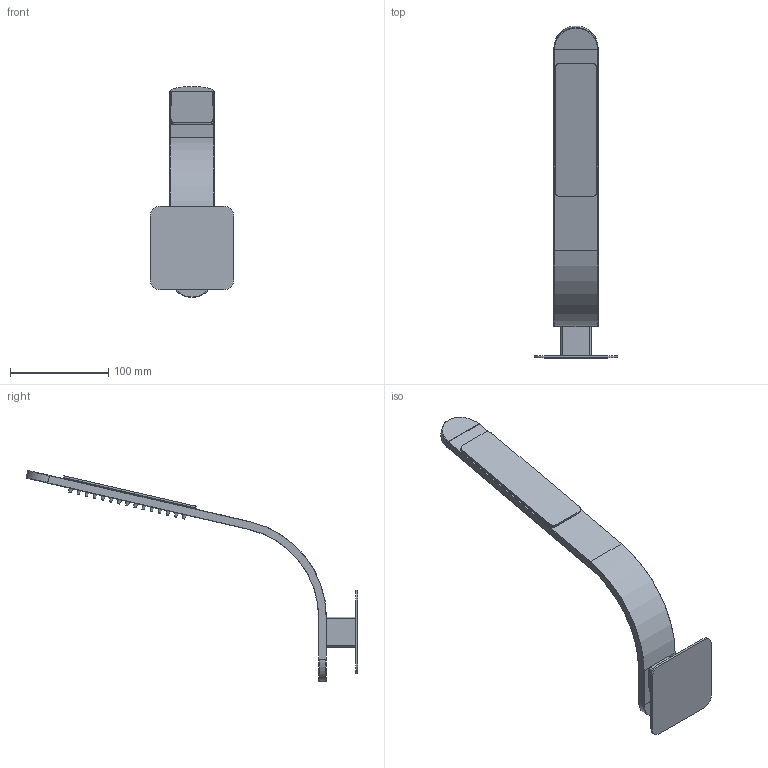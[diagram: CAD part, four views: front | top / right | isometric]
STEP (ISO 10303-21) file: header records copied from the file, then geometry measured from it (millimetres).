
FILE_DESCRIPTION(('CATIA V5 STEP Exchange'),'2;1');
FILE_NAME('KA013190 x rendering.stp','2018-02-15T09:33:28+00:00',('none'),('none'),'Version 5-6 Release 2013','CATIA V5 STEP AP203','none');
FILE_SCHEMA(('CONFIG_CONTROL_DESIGN'));
Length unit declared in the file: millimetre
Products named in the file (1): PR.0301.33_AllCATPart
Bounding box: 85 x 338.13 x 215.12 mm (x, y, z)
Volume: 212120.5 mm3; surface area: 65282.9 mm2
Topology: 1 solids, 3 shells, 395 faces, 843 edges, 516 vertices
Faces by surface type: torus 248, plane 111, cylinder 32, cone 4
Entity records: 11080 total; most frequent: CARTESIAN_POINT 3141, ORIENTED_EDGE 1678, DIRECTION 1349, AXIS2_PLACEMENT_3D 893, EDGE_CURVE 839, CIRCLE 569, VERTEX_POINT 516, EDGE_LOOP 461
